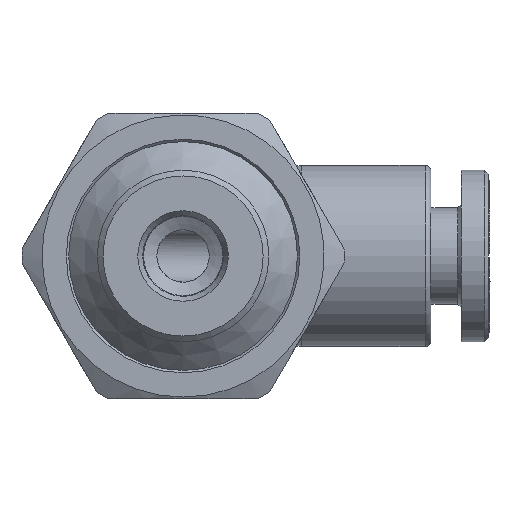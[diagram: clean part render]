
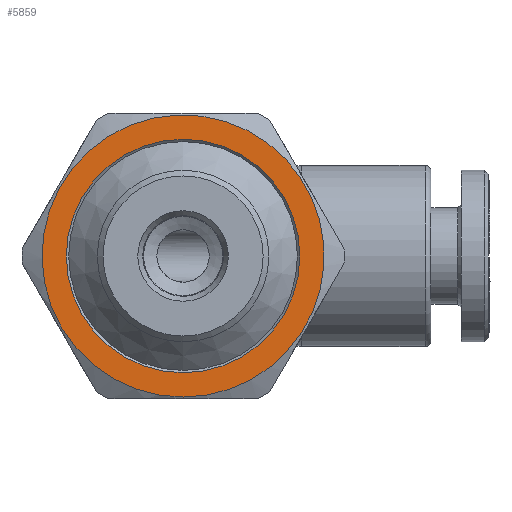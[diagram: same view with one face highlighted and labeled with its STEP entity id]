
A CAD part, front view. The second image highlights one B-rep face of the part: STEP entity #5859.
In plain terms, the highlighted planar face has unit normal (0, -1, 0).
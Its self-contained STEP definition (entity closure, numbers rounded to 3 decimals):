
#1087=ORIENTED_EDGE('',*,*,#2273,.F.);
#1088=ORIENTED_EDGE('',*,*,#2274,.T.);
#2273=EDGE_CURVE('',#2860,#2860,#3245,.T.);
#2274=EDGE_CURVE('',#2861,#2861,#3246,.T.);
#2860=VERTEX_POINT('',#7447);
#2861=VERTEX_POINT('',#7449);
#3245=CIRCLE('',#6159,6.125);
#3246=CIRCLE('',#6160,7.4);
#3325=EDGE_LOOP('',(#1087));
#3326=EDGE_LOOP('',(#1088));
#3643=FACE_BOUND('',#3325,.T.);
#3644=FACE_BOUND('',#3326,.T.);
#3941=PLANE('',#6158);
#5859=ADVANCED_FACE('',(#3643,#3644),#3941,.T.);
#6158=AXIS2_PLACEMENT_3D('',#7445,#6516,#6517);
#6159=AXIS2_PLACEMENT_3D('',#7446,#6518,#6519);
#6160=AXIS2_PLACEMENT_3D('',#7448,#6520,#6521);
#6516=DIRECTION('',(0.,-1.,0.));
#6517=DIRECTION('',(0.,0.,-1.));
#6518=DIRECTION('',(0.,-1.,0.));
#6519=DIRECTION('',(0.,0.,-1.));
#6520=DIRECTION('',(0.,-1.,0.));
#6521=DIRECTION('',(0.,0.,-1.));
#7445=CARTESIAN_POINT('',(7.4,-20.6,0.));
#7446=CARTESIAN_POINT('',(0.,-20.6,0.));
#7447=CARTESIAN_POINT('',(0.,-20.6,-6.125));
#7448=CARTESIAN_POINT('',(0.,-20.6,0.));
#7449=CARTESIAN_POINT('',(0.,-20.6,-7.4));
